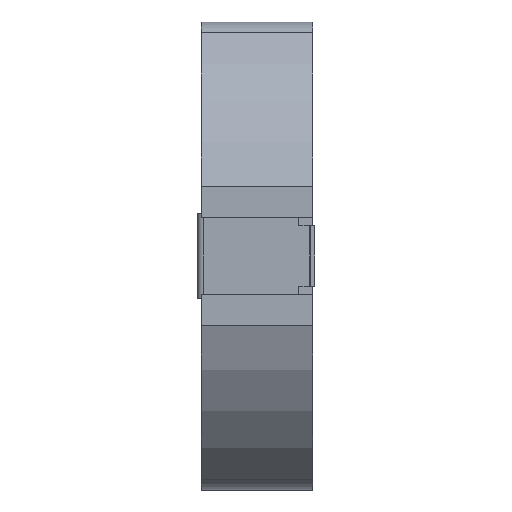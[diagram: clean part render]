
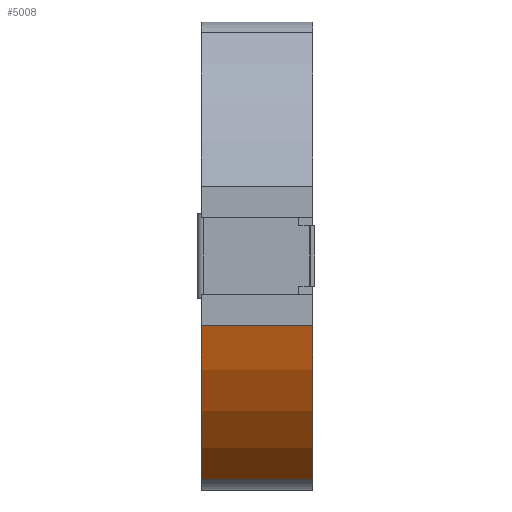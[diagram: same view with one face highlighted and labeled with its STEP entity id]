
A CAD part, left-side view. The second image highlights one B-rep face of the part: STEP entity #5008.
In plain terms, the highlighted cylindrical face has radius 12.64 mm (diameter 25.28 mm), a partial arc.
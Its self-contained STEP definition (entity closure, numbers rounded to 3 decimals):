
#1 = CARTESIAN_POINT ( 'NONE',  ( 0., 5.08, 0. ) ) ;
#95 = CYLINDRICAL_SURFACE ( 'NONE', #498, 12.64 ) ;
#272 = DIRECTION ( 'NONE',  ( 0., -1., 0. ) ) ;
#498 = AXIS2_PLACEMENT_3D ( 'NONE', #2886, #1256, #1700 ) ;
#579 = EDGE_CURVE ( 'NONE', #3506, #659, #2883, .T. ) ;
#659 = VERTEX_POINT ( 'NONE', #1332 ) ;
#744 = DIRECTION ( 'NONE',  ( 0., 0., 1. ) ) ;
#799 = DIRECTION ( 'NONE',  ( 0., 1., 0. ) ) ;
#914 = DIRECTION ( 'NONE',  ( 0., -1., 0. ) ) ;
#1003 = EDGE_CURVE ( 'NONE', #2067, #3506, #4685, .T. ) ;
#1158 = EDGE_LOOP ( 'NONE', ( #4228, #1311, #2458, #4862 ) ) ;
#1256 = DIRECTION ( 'NONE',  ( 0., -1., 0. ) ) ;
#1260 = VECTOR ( 'NONE', #272, 1000. ) ;
#1311 = ORIENTED_EDGE ( 'NONE', *, *, #579, .F. ) ;
#1332 = CARTESIAN_POINT ( 'NONE',  ( -12.235, 0., -3.175 ) ) ;
#1574 = DIRECTION ( 'NONE',  ( 0., 1., 0. ) ) ;
#1676 = DIRECTION ( 'NONE',  ( 0., 0., 1. ) ) ;
#1678 = CARTESIAN_POINT ( 'NONE',  ( -12.235, 5.08, -3.175 ) ) ;
#1700 = DIRECTION ( 'NONE',  ( 0., 0., -1. ) ) ;
#1704 = VERTEX_POINT ( 'NONE', #2877 ) ;
#2067 = VERTEX_POINT ( 'NONE', #5212 ) ;
#2282 = EDGE_CURVE ( 'NONE', #1704, #659, #2729, .T. ) ;
#2443 = VECTOR ( 'NONE', #914, 1000. ) ;
#2458 = ORIENTED_EDGE ( 'NONE', *, *, #1003, .F. ) ;
#2542 = EDGE_CURVE ( 'NONE', #2067, #1704, #3639, .T. ) ;
#2729 = CIRCLE ( 'NONE', #2794, 12.64 ) ;
#2794 = AXIS2_PLACEMENT_3D ( 'NONE', #4105, #1574, #744 ) ;
#2877 = CARTESIAN_POINT ( 'NONE',  ( -7.487, 0., -10.184 ) ) ;
#2883 = LINE ( 'NONE', #4711, #2443 ) ;
#2886 = CARTESIAN_POINT ( 'NONE',  ( 0., 0.65, 0. ) ) ;
#3295 = CARTESIAN_POINT ( 'NONE',  ( -7.487, 0.65, -10.184 ) ) ;
#3506 = VERTEX_POINT ( 'NONE', #1678 ) ;
#3639 = LINE ( 'NONE', #3295, #1260 ) ;
#4105 = CARTESIAN_POINT ( 'NONE',  ( 0., 0., 0. ) ) ;
#4228 = ORIENTED_EDGE ( 'NONE', *, *, #2282, .T. ) ;
#4401 = FACE_OUTER_BOUND ( 'NONE', #1158, .T. ) ;
#4580 = AXIS2_PLACEMENT_3D ( 'NONE', #1, #799, #1676 ) ;
#4685 = CIRCLE ( 'NONE', #4580, 12.64 ) ;
#4711 = CARTESIAN_POINT ( 'NONE',  ( -12.235, 0.65, -3.175 ) ) ;
#4862 = ORIENTED_EDGE ( 'NONE', *, *, #2542, .T. ) ;
#5008 = ADVANCED_FACE ( 'NONE', ( #4401 ), #95, .T. ) ;
#5212 = CARTESIAN_POINT ( 'NONE',  ( -7.487, 5.08, -10.184 ) ) ;
